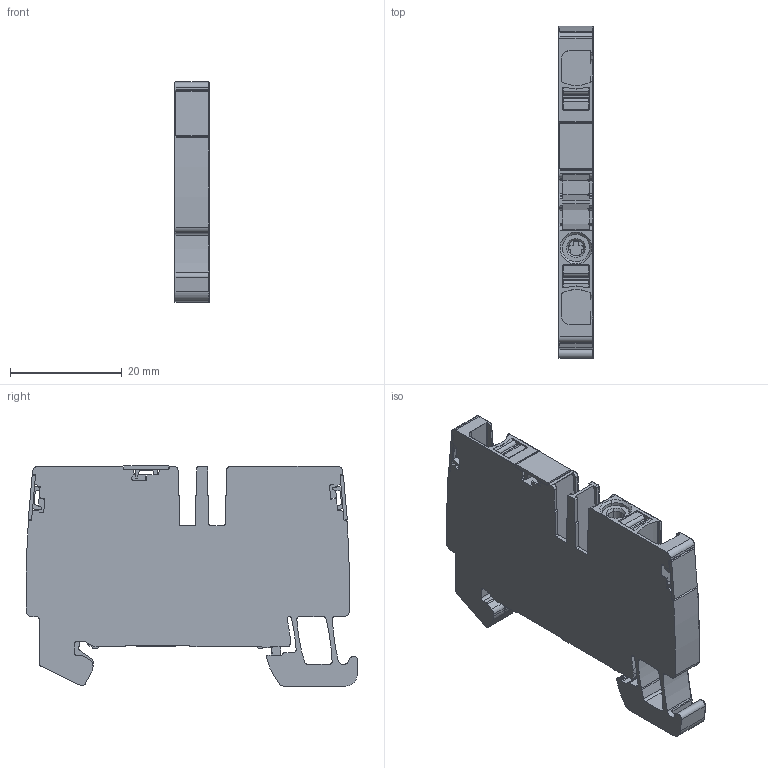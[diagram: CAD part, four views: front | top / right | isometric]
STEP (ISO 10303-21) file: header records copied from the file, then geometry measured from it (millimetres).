
FILE_DESCRIPTION(('CATIA V5R22 STEP214','CAx-IF Rec.Pracs.--- Model Styling and Organization---1.4--- 2014-01-23'),'2;1');
FILE_NAME ('1135595-2_1', '2019-07-03T08:22:18+00:00', ('Weidmueller Interface'), ('Weidmueller'), 'CATIA Version 5-6 Release 2016 SP3 HF44', 'CATIA V5 STEP AP214', 'none');
FILE_SCHEMA(('AUTOMOTIVE_DESIGN { 1 0 10303 214 1 1 1 1 }'));
Length unit declared in the file: millimetre
Products named in the file (1): 2674800000_A2C_4_PE_DL
Bounding box: 6.1 x 59.49 x 39.45 mm (x, y, z)
Volume: 10133.7 mm3; surface area: 10497.1 mm2
Topology: 13 solids, 13 shells, 912 faces, 2639 edges, 1764 vertices
Faces by surface type: plane 463, cylinder 368, extrusion 57, torus 20, cone 4
Entity records: 29358 total; most frequent: CARTESIAN_POINT 5940, ORIENTED_EDGE 5278, DIRECTION 4043, EDGE_CURVE 2639, VECTOR 1781, VERTEX_POINT 1764, LINE 1724, AXIS2_PLACEMENT_3D 1529
